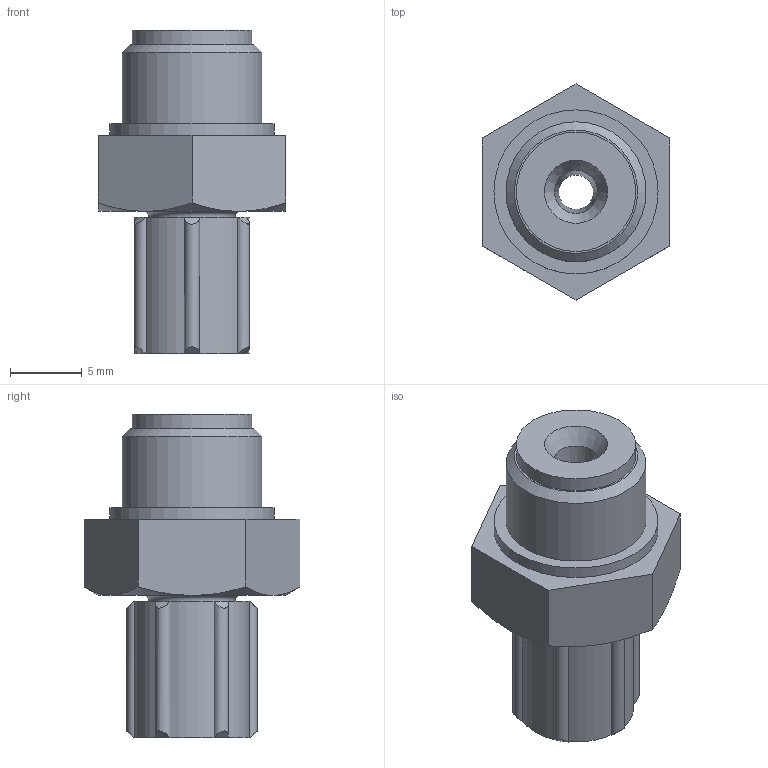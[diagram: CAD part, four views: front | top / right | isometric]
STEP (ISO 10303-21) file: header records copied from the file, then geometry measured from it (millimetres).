
FILE_DESCRIPTION(/* description */ ('STEP AP214'),/* implementation_level */ '2;1');
FILE_NAME(/* name */ '6253_CK-1_8-PK-3-KU',/* time_stamp */ '2024-08-05T17:31:17+02:00',/* author */ ('License CC BY-ND 4.0'),/* organization */ ('CADENAS'),/* preprocessor_version */ 'ST-DEVELOPER v19.3',/* originating_system */ 'PARTsolutions',/* authorisation */ ' ');
FILE_SCHEMA (('AUTOMOTIVE_DESIGN {1 0 10303 214 3 1 1}'));
Length unit declared in the file: millimetre
Products named in the file (1): 6253 CK-1/8-PK-3-KU
Bounding box: 13 x 15.01 x 22.5 mm (x, y, z)
Volume: 1657.3 mm3; surface area: 1374.8 mm2
Topology: 1 solids, 1 shells, 64 faces, 147 edges, 93 vertices
Faces by surface type: cone 24, cylinder 20, plane 16, torus 4
Full cylindrical faces by diameter (mm): 2.4 x1, 3.4 x1, 4.4 x1, 4.9 x1, 5.188 x1, 8.3 x1, 9.728 x1, 11.4 x1
Entity records: 1826 total; most frequent: CARTESIAN_POINT 393, DIRECTION 314, ORIENTED_EDGE 256, AXIS2_PLACEMENT_3D 145, EDGE_CURVE 128, VERTEX_POINT 92, EDGE_LOOP 92, FACE_BOUND 92
